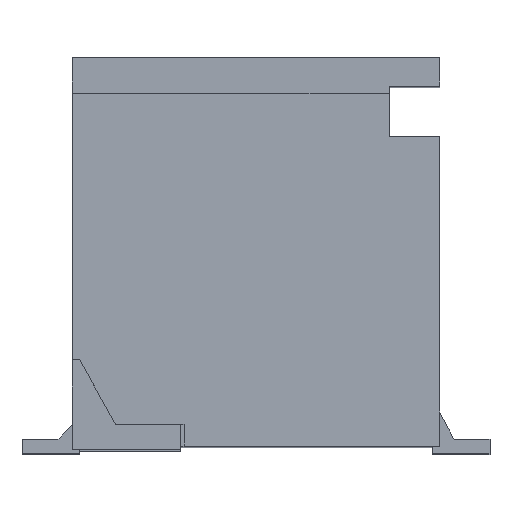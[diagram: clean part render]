
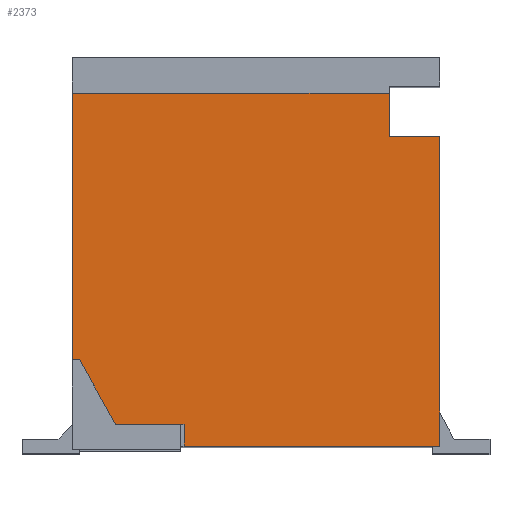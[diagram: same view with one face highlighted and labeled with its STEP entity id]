
A CAD part, top view. The second image highlights one B-rep face of the part: STEP entity #2373.
In plain terms, the highlighted planar face has unit normal (0, 0, 1).
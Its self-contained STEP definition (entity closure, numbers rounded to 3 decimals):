
#62 = EDGE_CURVE ( 'NONE', #355, #87, #3359, .T. ) ;
#65 = EDGE_CURVE ( 'NONE', #87, #69, #3351, .T. ) ;
#69 = VERTEX_POINT ( 'NONE', #3404 ) ;
#87 = VERTEX_POINT ( 'NONE', #3459 ) ;
#139 = VERTEX_POINT ( 'NONE', #3513 ) ;
#141 = EDGE_CURVE ( 'NONE', #142, #139, #3512, .T. ) ;
#142 = VERTEX_POINT ( 'NONE', #3508 ) ;
#339 = EDGE_CURVE ( 'NONE', #419, #416, #3889, .T. ) ;
#355 = VERTEX_POINT ( 'NONE', #3954 ) ;
#363 = EDGE_CURVE ( 'NONE', #2171, #355, #3981, .T. ) ;
#416 = VERTEX_POINT ( 'NONE', #4057 ) ;
#419 = VERTEX_POINT ( 'NONE', #4052 ) ;
#2171 = VERTEX_POINT ( 'NONE', #9537 ) ;
#2173 = EDGE_CURVE ( 'NONE', #2174, #2171, #9536, .T. ) ;
#2174 = VERTEX_POINT ( 'NONE', #9532 ) ;
#2296 = ORIENTED_EDGE ( 'NONE', *, *, #339, .F. ) ;
#2359 = ORIENTED_EDGE ( 'NONE', *, *, #2360, .F. ) ;
#2360 = EDGE_CURVE ( 'NONE', #2174, #419, #9840, .T. ) ;
#2361 = ORIENTED_EDGE ( 'NONE', *, *, #2173, .T. ) ;
#2362 = ORIENTED_EDGE ( 'NONE', *, *, #363, .T. ) ;
#2363 = ORIENTED_EDGE ( 'NONE', *, *, #62, .T. ) ;
#2373 = ADVANCED_FACE ( 'NONE', ( #9935 ), #9918, .F. ) ;
#2374 = EDGE_LOOP ( 'NONE', ( #2375, #2376, #2378, #2379, #2382, #2296, #2359, #2361, #2362, #2363 ) ) ;
#2375 = ORIENTED_EDGE ( 'NONE', *, *, #65, .T. ) ;
#2376 = ORIENTED_EDGE ( 'NONE', *, *, #2377, .T. ) ;
#2377 = EDGE_CURVE ( 'NONE', #69, #142, #9911, .T. ) ;
#2378 = ORIENTED_EDGE ( 'NONE', *, *, #141, .T. ) ;
#2379 = ORIENTED_EDGE ( 'NONE', *, *, #2380, .T. ) ;
#2380 = EDGE_CURVE ( 'NONE', #139, #2381, #9978, .T. ) ;
#2381 = VERTEX_POINT ( 'NONE', #9973 ) ;
#2382 = ORIENTED_EDGE ( 'NONE', *, *, #2383, .F. ) ;
#2383 = EDGE_CURVE ( 'NONE', #416, #2381, #9972, .T. ) ;
#3348 = DIRECTION ( 'NONE',  ( 0., 1., 0. ) ) ;
#3349 = VECTOR ( 'NONE', #3348, 1000. ) ;
#3350 = CARTESIAN_POINT ( 'NONE',  ( 4.4, 5., 6.55 ) ) ;
#3351 = LINE ( 'NONE', #3350, #3349 ) ;
#3356 = DIRECTION ( 'NONE',  ( -1., 0., 0. ) ) ;
#3357 = VECTOR ( 'NONE', #3356, 1000. ) ;
#3358 = CARTESIAN_POINT ( 'NONE',  ( 4.4, 4.3, 6.55 ) ) ;
#3359 = LINE ( 'NONE', #3358, #3357 ) ;
#3404 = CARTESIAN_POINT ( 'NONE',  ( 4.4, 4.9, 6.55 ) ) ;
#3459 = CARTESIAN_POINT ( 'NONE',  ( 4.4, 4.3, 6.55 ) ) ;
#3508 = CARTESIAN_POINT ( 'NONE',  ( 0., 4.9, 6.55 ) ) ;
#3509 = DIRECTION ( 'NONE',  ( 0., -1., 0. ) ) ;
#3510 = VECTOR ( 'NONE', #3509, 1000. ) ;
#3511 = CARTESIAN_POINT ( 'NONE',  ( 0., 0., 6.55 ) ) ;
#3512 = LINE ( 'NONE', #3511, #3510 ) ;
#3513 = CARTESIAN_POINT ( 'NONE',  ( 0., 1.2, 6.55 ) ) ;
#3886 = DIRECTION ( 'NONE',  ( -1., 0., 0. ) ) ;
#3887 = VECTOR ( 'NONE', #3886, 1000. ) ;
#3888 = CARTESIAN_POINT ( 'NONE',  ( 1.55, 0.3, 6.55 ) ) ;
#3889 = LINE ( 'NONE', #3888, #3887 ) ;
#3954 = CARTESIAN_POINT ( 'NONE',  ( 5.1, 4.3, 6.55 ) ) ;
#3978 = DIRECTION ( 'NONE',  ( 0., 1., 0. ) ) ;
#3979 = VECTOR ( 'NONE', #3978, 1000. ) ;
#3980 = CARTESIAN_POINT ( 'NONE',  ( 5.1, 0., 6.55 ) ) ;
#3981 = LINE ( 'NONE', #3980, #3979 ) ;
#4052 = CARTESIAN_POINT ( 'NONE',  ( 1.55, 0.3, 6.55 ) ) ;
#4057 = CARTESIAN_POINT ( 'NONE',  ( 0.6, 0.3, 6.55 ) ) ;
#9532 = CARTESIAN_POINT ( 'NONE',  ( 1.55, 0., 6.55 ) ) ;
#9533 = DIRECTION ( 'NONE',  ( 1., 0., 0. ) ) ;
#9534 = VECTOR ( 'NONE', #9533, 1000. ) ;
#9535 = CARTESIAN_POINT ( 'NONE',  ( 0., 0., 6.55 ) ) ;
#9536 = LINE ( 'NONE', #9535, #9534 ) ;
#9537 = CARTESIAN_POINT ( 'NONE',  ( 5.1, 0., 6.55 ) ) ;
#9837 = DIRECTION ( 'NONE',  ( 0., 1., 0. ) ) ;
#9838 = VECTOR ( 'NONE', #9837, 1000. ) ;
#9839 = CARTESIAN_POINT ( 'NONE',  ( 1.55, 0.3, 6.55 ) ) ;
#9840 = LINE ( 'NONE', #9839, #9838 ) ;
#9908 = DIRECTION ( 'NONE',  ( -1., 0., 0. ) ) ;
#9909 = VECTOR ( 'NONE', #9908, 1000. ) ;
#9910 = CARTESIAN_POINT ( 'NONE',  ( 0., 4.9, 6.55 ) ) ;
#9911 = LINE ( 'NONE', #9910, #9909 ) ;
#9912 = DIRECTION ( 'NONE',  ( -1., 0., 0. ) ) ;
#9914 = DIRECTION ( 'NONE',  ( 0., 0., -1. ) ) ;
#9915 = CARTESIAN_POINT ( 'NONE',  ( 0., 5.4, 6.55 ) ) ;
#9916 = AXIS2_PLACEMENT_3D ( 'NONE', #9915, #9914, #9912 ) ;
#9918 = PLANE ( 'NONE',  #9916 ) ;
#9935 = FACE_OUTER_BOUND ( 'NONE', #2374, .T. ) ;
#9969 = DIRECTION ( 'NONE',  ( -0.486, 0.874, 0. ) ) ;
#9970 = VECTOR ( 'NONE', #9969, 1000. ) ;
#9971 = CARTESIAN_POINT ( 'NONE',  ( 0.6, 0.3, 6.55 ) ) ;
#9972 = LINE ( 'NONE', #9971, #9970 ) ;
#9973 = CARTESIAN_POINT ( 'NONE',  ( 0.1, 1.2, 6.55 ) ) ;
#9975 = DIRECTION ( 'NONE',  ( 1., 0., 0. ) ) ;
#9976 = VECTOR ( 'NONE', #9975, 1000. ) ;
#9977 = CARTESIAN_POINT ( 'NONE',  ( 0.1, 1.2, 6.55 ) ) ;
#9978 = LINE ( 'NONE', #9977, #9976 ) ;
